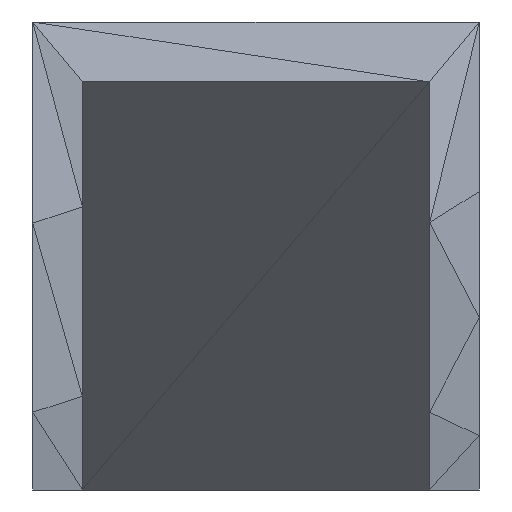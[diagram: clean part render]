
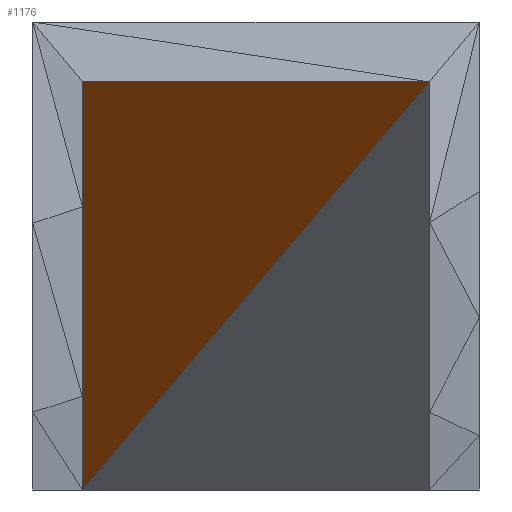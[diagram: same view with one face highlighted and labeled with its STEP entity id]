
A CAD part, front view. The second image highlights one B-rep face of the part: STEP entity #1176.
In plain terms, the highlighted planar face has unit normal (0, -0.488, -0.873).
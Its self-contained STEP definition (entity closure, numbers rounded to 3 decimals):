
#100=FACE_OUTER_BOUND('',#198,.T.);
#198=EDGE_LOOP('',(#954,#955,#956));
#224=LINE('',#1676,#371);
#343=LINE('',#1909,#490);
#345=LINE('',#1914,#492);
#371=VECTOR('',#1330,10.);
#490=VECTOR('',#1601,10.);
#492=VECTOR('',#1609,10.);
#512=VERTEX_POINT('',#1671);
#513=VERTEX_POINT('',#1675);
#550=VERTEX_POINT('',#1873);
#565=EDGE_CURVE('',#512,#513,#224,.T.);
#684=EDGE_CURVE('',#512,#550,#343,.T.);
#686=EDGE_CURVE('',#513,#550,#345,.T.);
#954=ORIENTED_EDGE('',*,*,#684,.T.);
#955=ORIENTED_EDGE('',*,*,#686,.F.);
#956=ORIENTED_EDGE('',*,*,#565,.F.);
#1078=PLANE('',#1288);
#1176=ADVANCED_FACE('',(#100),#1078,.T.);
#1288=AXIS2_PLACEMENT_3D('',#1913,#1607,#1608);
#1330=DIRECTION('',(1.,0.,0.));
#1601=DIRECTION('',(0.,0.873,-0.488));
#1607=DIRECTION('center_axis',(0.,-0.488,-0.873));
#1608=DIRECTION('ref_axis',(-1.,0.,0.));
#1609=DIRECTION('',(-0.384,0.806,-0.451));
#1671=CARTESIAN_POINT('',(49.5,63.584,15.954));
#1675=CARTESIAN_POINT('',(63.5,63.584,15.954));
#1676=CARTESIAN_POINT('',(49.5,63.584,15.954));
#1873=CARTESIAN_POINT('',(49.5,93.,-0.5));
#1909=CARTESIAN_POINT('',(49.5,63.584,15.954));
#1913=CARTESIAN_POINT('Origin',(63.5,63.584,15.954));
#1914=CARTESIAN_POINT('',(63.5,63.584,15.954));
